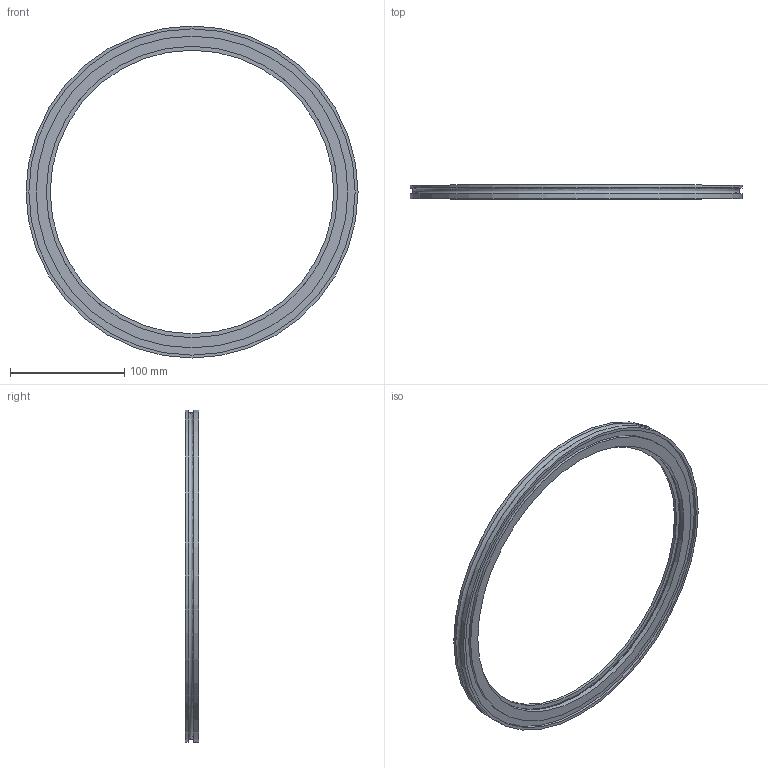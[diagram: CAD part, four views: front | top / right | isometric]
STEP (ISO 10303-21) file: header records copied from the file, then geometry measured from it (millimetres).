
FILE_DESCRIPTION (( 'STEP AP214' ), '1' );
FILE_NAME ('BS1ISOK250254 FULLVAC.STEP', '2019-11-15T10:02:08', ( '' ), ( '' ), 'SwSTEP 2.0', 'SolidWorks 2017', '' );
FILE_SCHEMA (( 'AUTOMOTIVE_DESIGN' ));
Length unit declared in the file: millimetre
Products named in the file (1): BS1ISOK250254 FULLVAC
Bounding box: 290 x 11.9 x 290 mm (x, y, z)
Volume: 155164.5 mm3; surface area: 63090 mm2
Topology: 1 solids, 1 shells, 16 faces, 28 edges, 18 vertices
Faces by surface type: cylinder 7, plane 6, bspline 2, cone 1
Full cylindrical faces by diameter (mm): 247.7 x1, 254.5 x1, 261 x1, 272.3 x1, 285 x1, 290 x2
Entity records: 410 total; most frequent: CARTESIAN_POINT 109, DIRECTION 60, ORIENTED_EDGE 32, EDGE_LOOP 32, AXIS2_PLACEMENT_3D 30, FACE_OUTER_BOUND 25, EDGE_CURVE 16, VERTEX_POINT 16
